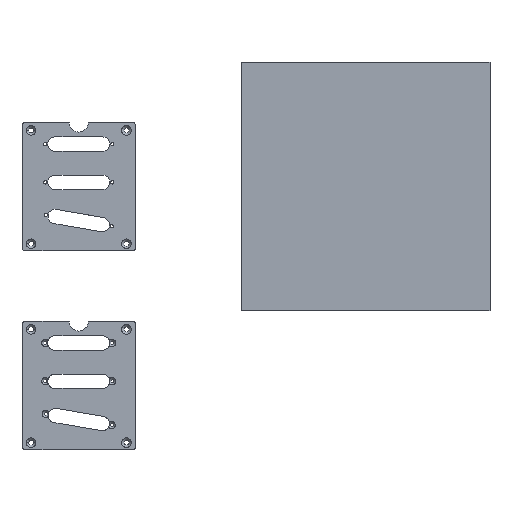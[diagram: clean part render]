
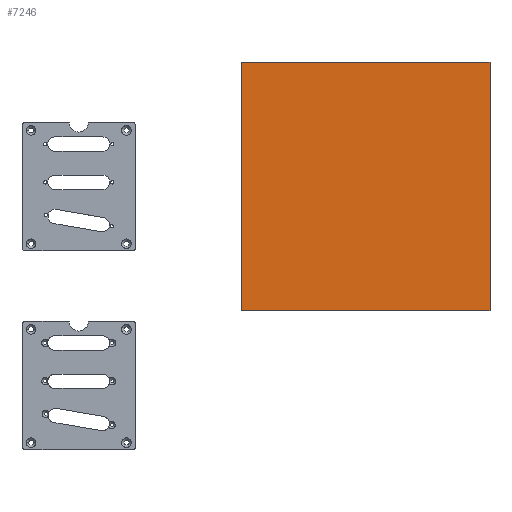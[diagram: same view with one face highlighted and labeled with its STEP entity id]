
A CAD part, top view. The second image highlights one B-rep face of the part: STEP entity #7246.
In plain terms, the highlighted planar face has unit normal (0, 0, 1).
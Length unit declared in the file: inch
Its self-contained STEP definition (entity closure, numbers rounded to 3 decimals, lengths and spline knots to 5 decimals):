
#156=PLANE('',#7999);
#723=LINE('',#12361,#1189);
#724=LINE('',#12363,#1190);
#727=LINE('',#12369,#1193);
#728=LINE('',#12371,#1194);
#1189=VECTOR('',#9724,39.37008);
#1190=VECTOR('',#9727,39.37008);
#1193=VECTOR('',#9732,39.37008);
#1194=VECTOR('',#9735,39.37008);
#2517=ORIENTED_EDGE('',*,*,#4233,.F.);
#2518=ORIENTED_EDGE('',*,*,#4234,.T.);
#2519=ORIENTED_EDGE('',*,*,#4230,.T.);
#2520=ORIENTED_EDGE('',*,*,#4229,.F.);
#4229=EDGE_CURVE('',#5143,#5142,#723,.T.);
#4230=EDGE_CURVE('',#5144,#5142,#724,.T.);
#4233=EDGE_CURVE('',#5145,#5143,#727,.T.);
#4234=EDGE_CURVE('',#5145,#5144,#728,.T.);
#5142=VERTEX_POINT('',#12358);
#5143=VERTEX_POINT('',#12360);
#5144=VERTEX_POINT('',#12364);
#5145=VERTEX_POINT('',#12368);
#6267=EDGE_LOOP('',(#2517,#2518,#2519,#2520));
#6747=FACE_BOUND('',#6267,.T.);
#7246=ADVANCED_FACE('',(#6747),#156,.T.);
#7999=AXIS2_PLACEMENT_3D('',#12370,#9733,#9734);
#9724=DIRECTION('',(0.,-1.,0.));
#9727=DIRECTION('',(1.,0.,0.));
#9732=DIRECTION('',(1.,0.,0.));
#9733=DIRECTION('',(0.,0.,1.));
#9734=DIRECTION('',(1.,0.,0.));
#9735=DIRECTION('',(0.,-1.,0.));
#12358=CARTESIAN_POINT('',(18.89222,-3.86435,0.44488));
#12360=CARTESIAN_POINT('',(18.89222,6.37187,0.44488));
#12361=CARTESIAN_POINT('',(18.89222,1.25376,0.44488));
#12363=CARTESIAN_POINT('',(13.77411,-3.86435,0.44488));
#12364=CARTESIAN_POINT('',(8.656,-3.86435,0.44488));
#12368=CARTESIAN_POINT('',(8.656,6.37187,0.44488));
#12369=CARTESIAN_POINT('',(13.77411,6.37187,0.44488));
#12370=CARTESIAN_POINT('',(13.77411,1.25376,0.44488));
#12371=CARTESIAN_POINT('',(8.656,1.25376,0.44488));
